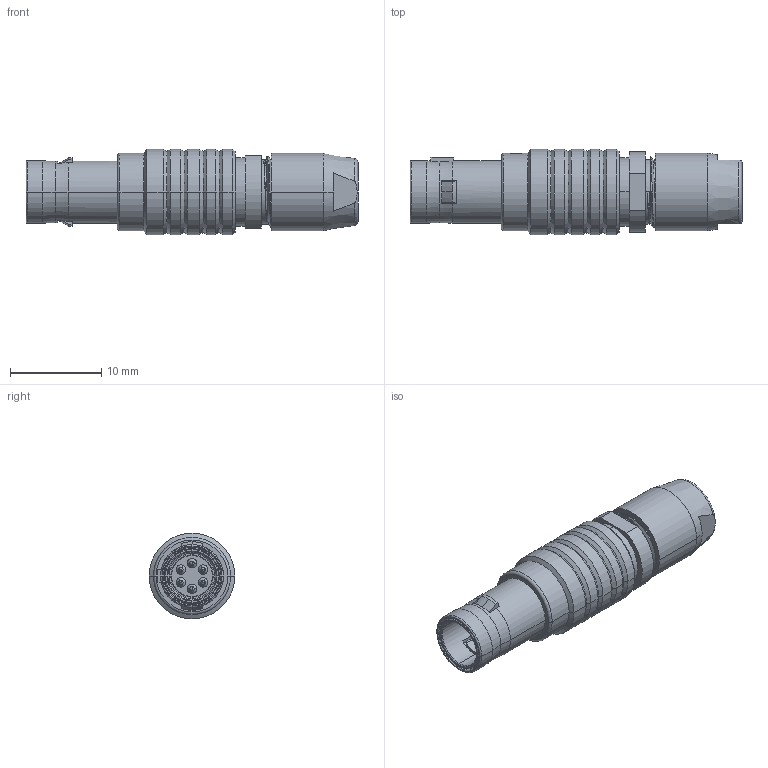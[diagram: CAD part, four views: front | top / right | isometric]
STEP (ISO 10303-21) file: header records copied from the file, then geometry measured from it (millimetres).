
FILE_DESCRIPTION (( 'STEP AP203' ), '1' );
FILE_NAME ('51-00022.52_revA.STEP', '2018-03-29T16:42:22', ( '' ), ( '' ), 'SwSTEP 2.0', 'SolidWorks 2015', '' );
FILE_SCHEMA (( 'CONFIG_CONTROL_DESIGN' ));
Length unit declared in the file: millimetre
Products named in the file (8): 51-00022.52_revA; PPL7-split insert 1-male; PPL7-outer shell-plug; PPL7-collet-52; PPL7-latch sleeve-plug; PPL7-collet nut; PPL7-split insert 2-male; PPL7- 6P insulator male
Assembly tree (7 placements, depth 2):
  51-00022.52_revA
    PPL7- 6P insulator male
    PPL7-split insert 1-male
    PPL7-split insert 2-male
    PPL7-latch sleeve-plug
    PPL7-outer shell-plug
    PPL7-collet nut
    PPL7-collet-52
Bounding box: 36.41 x 9.4 x 9.4 mm (x, y, z)
Volume: 1182.6 mm3; surface area: 4258.9 mm2
Topology: 14 solids, 14 shells, 607 faces, 1610 edges, 1021 vertices
Faces by surface type: cylinder 224, plane 174, bspline 83, cone 67, torus 47, sphere 12
Entity records: 36396 total; most frequent: CARTESIAN_POINT 21444, ORIENTED_EDGE 3196, DIRECTION 2773, EDGE_CURVE 1598, AXIS2_PLACEMENT_3D 1082, VERTEX_POINT 1021, EDGE_LOOP 629, LINE 609
